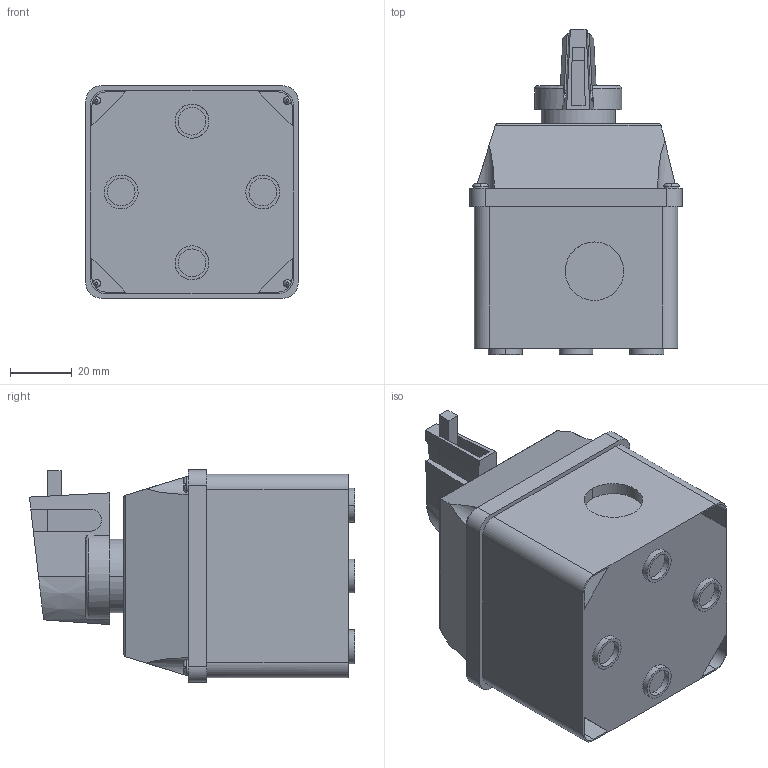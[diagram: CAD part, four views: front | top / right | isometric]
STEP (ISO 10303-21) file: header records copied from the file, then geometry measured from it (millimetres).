
FILE_DESCRIPTION (( 'STEP AP214' ), '1' );
FILE_NAME ('kbk_4g20-2ke-pk_3dmodel.STEP', '2024-07-16T02:58:23', ( '' ), ( '' ), 'SwSTEP 2.0', 'SolidWorks 2022', '' );
FILE_SCHEMA (( 'AUTOMOTIVE_DESIGN' ));
Length unit declared in the file: millimetre
Products named in the file (7): kbk_4g20-2ke-pk_3dmodel; Вверх рубильника Флажок; Бобышка для экрана; Экран; Флажок рычага; Рычаг вырез
Assembly tree (6 placements, depth 3):
  kbk_4g20-2ke-pk_3dmodel
    kbk_4g20-2ke-pk_3dmodel
    Вверх рубильника Флажок
      Бобышка для экрана
      Экран
      Рычаг вырез
      Флажок рычага
Bounding box: 69 x 105.58 x 69 mm (x, y, z)
Volume: 23963.5 mm3; surface area: 97595.2 mm2
Topology: 4 solids, 42 shells, 1093 faces, 3020 edges, 1979 vertices
Faces by surface type: plane 556, cylinder 385, cone 71, torus 60, sphere 21
Full cylindrical faces by diameter (mm): 1 x3
Entity records: 47922 total; most frequent: CARTESIAN_POINT 23015, ORIENTED_EDGE 5940, EDGE_CURVE 3002, B_SPLINE_CURVE_WITH_KNOTS 2670, DIRECTION 2633, VERTEX_POINT 1973, AXIS2_PLACEMENT_3D 1219, EDGE_LOOP 1188
